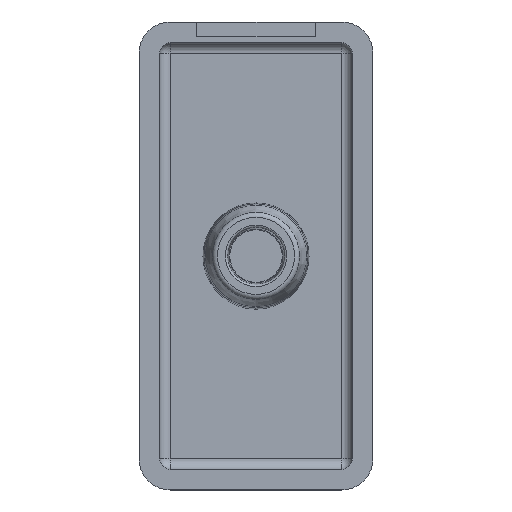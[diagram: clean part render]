
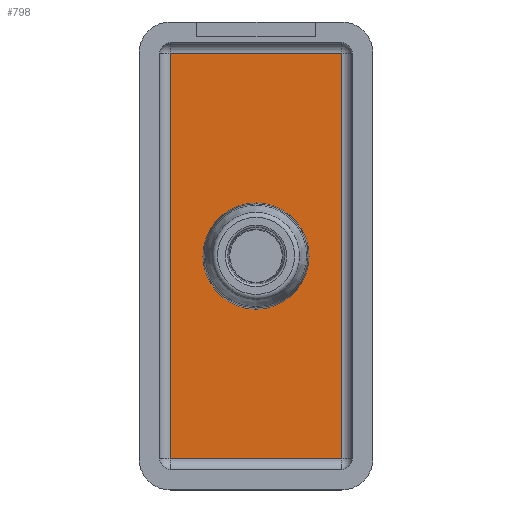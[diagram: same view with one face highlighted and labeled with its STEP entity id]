
A CAD part, top view. The second image highlights one B-rep face of the part: STEP entity #798.
In plain terms, the highlighted planar face has unit normal (0, 0, 1).
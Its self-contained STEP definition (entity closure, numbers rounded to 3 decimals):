
#30=FACE_BOUND('',#243,.T.);
#35=PLANE('',#899);
#54=LINE('',#1288,#110);
#60=LINE('',#1317,#116);
#62=LINE('',#1320,#118);
#64=LINE('',#1323,#120);
#110=VECTOR('',#1013,10.);
#116=VECTOR('',#1045,10.);
#118=VECTOR('',#1049,10.);
#120=VECTOR('',#1053,10.);
#193=FACE_OUTER_BOUND('',#242,.T.);
#242=EDGE_LOOP('',(#592,#593,#594,#595));
#243=EDGE_LOOP('',(#596));
#296=CIRCLE('',#900,5.104);
#345=VERTEX_POINT('',#1263);
#350=VERTEX_POINT('',#1276);
#355=VERTEX_POINT('',#1292);
#360=VERTEX_POINT('',#1305);
#364=VERTEX_POINT('',#1330);
#432=EDGE_CURVE('',#345,#350,#54,.T.);
#446=EDGE_CURVE('',#350,#360,#60,.T.);
#448=EDGE_CURVE('',#360,#355,#62,.T.);
#450=EDGE_CURVE('',#355,#345,#64,.T.);
#454=EDGE_CURVE('',#364,#364,#296,.T.);
#592=ORIENTED_EDGE('',*,*,#432,.F.);
#593=ORIENTED_EDGE('',*,*,#450,.F.);
#594=ORIENTED_EDGE('',*,*,#448,.F.);
#595=ORIENTED_EDGE('',*,*,#446,.F.);
#596=ORIENTED_EDGE('',*,*,#454,.F.);
#798=ADVANCED_FACE('',(#193,#30),#35,.T.);
#899=AXIS2_PLACEMENT_3D('',#1329,#1061,#1062);
#900=AXIS2_PLACEMENT_3D('',#1331,#1063,#1064);
#1013=DIRECTION('',(-1.,0.,0.));
#1045=DIRECTION('',(0.,1.,0.));
#1049=DIRECTION('',(1.,0.,0.));
#1053=DIRECTION('',(0.,-1.,0.));
#1061=DIRECTION('center_axis',(0.,0.,1.));
#1062=DIRECTION('ref_axis',(1.,0.,0.));
#1063=DIRECTION('center_axis',(0.,0.,1.));
#1064=DIRECTION('ref_axis',(-1.,0.,0.));
#1263=CARTESIAN_POINT('',(8.25,-19.5,2.5));
#1276=CARTESIAN_POINT('',(-8.25,-19.5,2.5));
#1288=CARTESIAN_POINT('',(-4.625,-19.5,2.5));
#1292=CARTESIAN_POINT('',(8.25,19.5,2.5));
#1305=CARTESIAN_POINT('',(-8.25,19.5,2.5));
#1317=CARTESIAN_POINT('',(-8.25,10.25,2.5));
#1320=CARTESIAN_POINT('',(4.625,19.5,2.5));
#1323=CARTESIAN_POINT('',(8.25,-10.25,2.5));
#1329=CARTESIAN_POINT('Origin',(0.,0.,2.5));
#1330=CARTESIAN_POINT('',(5.104,0.,2.5));
#1331=CARTESIAN_POINT('Origin',(0.,0.,2.5));
